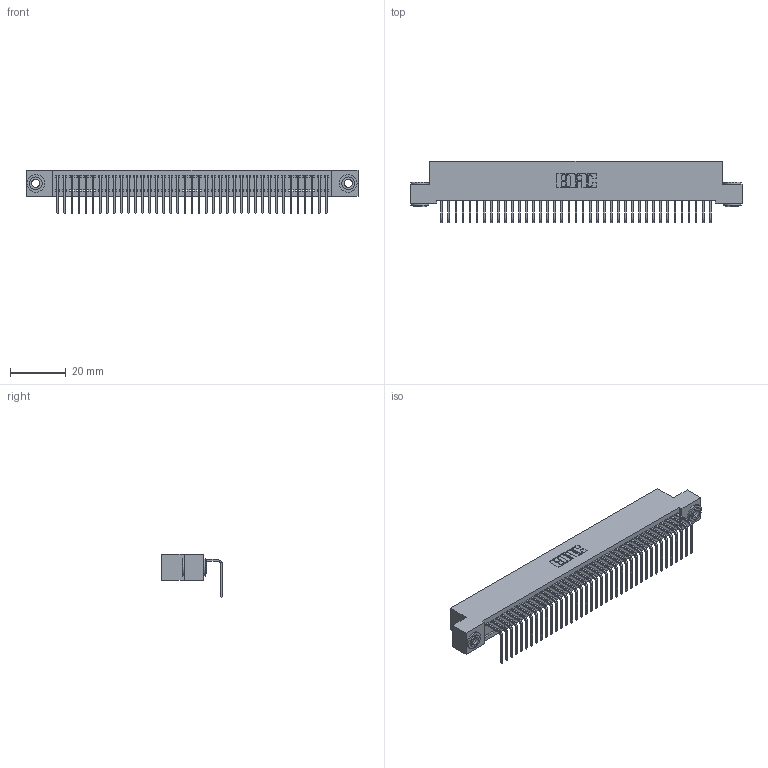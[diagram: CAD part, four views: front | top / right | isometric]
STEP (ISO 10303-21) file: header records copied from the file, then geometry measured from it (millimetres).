
FILE_DESCRIPTION (( 'STEP AP203' ), '1' );
FILE_NAME ('392-039-558-103.STEP', '2019-10-07T19:35:13', ( '' ), ( '' ), 'SwSTEP 2.0', 'SolidWorks 2016', '' );
FILE_SCHEMA (( 'CONFIG_CONTROL_DESIGN' ));
Length unit declared in the file: inch
Products named in the file (4): 342 Part_.156 TH; 345-292-001_558 Tail - 2; 342-250-002_345-250-002-102; 392-039-558-103
Assembly tree (42 placements, depth 2):
  392-039-558-103
    342 Part_.156 TH
    345-292-001_558 Tail - 2  x39
    342-250-002_345-250-002-102  x2
Bounding box: 119.38 x 21.91 x 15.62 mm (x, y, z)
Volume: 10608.9 mm3; surface area: 16486.9 mm2
Topology: 42 solids, 42 shells, 2488 faces, 7473 edges, 4926 vertices
Faces by surface type: plane 1792, cylinder 688, cone 8
Entity records: 24832 total; most frequent: CARTESIAN_POINT 4262, ORIENTED_EDGE 4230, DIRECTION 3635, EDGE_CURVE 2115, VECTOR 1963, LINE 1963, VERTEX_POINT 1406, AXIS2_PLACEMENT_3D 836
